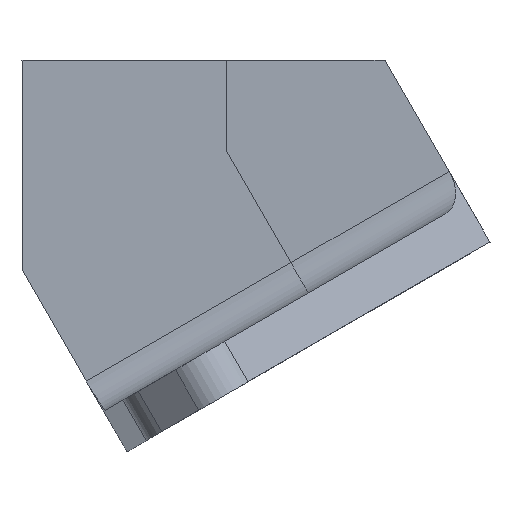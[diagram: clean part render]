
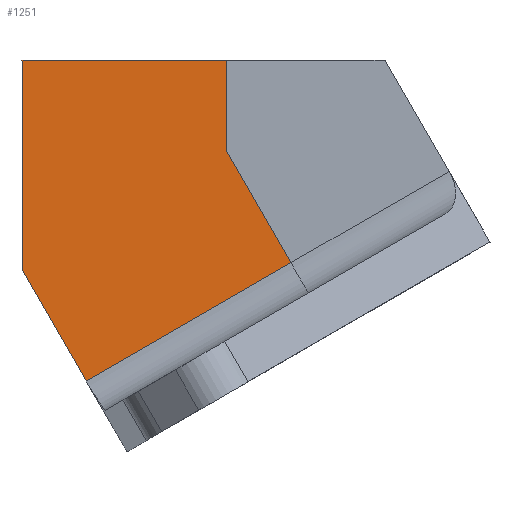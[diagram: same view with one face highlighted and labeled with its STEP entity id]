
A CAD part, front view. The second image highlights one B-rep face of the part: STEP entity #1251.
In plain terms, the highlighted planar face has unit normal (0, -1, 0).
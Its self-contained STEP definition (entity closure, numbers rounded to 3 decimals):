
#105=FACE_OUTER_BOUND('',#175,.T.);
#175=EDGE_LOOP('',(#992,#993,#994,#995,#996,#997));
#284=LINE('',#1964,#432);
#285=LINE('',#1967,#433);
#286=LINE('',#1969,#434);
#287=LINE('',#1971,#435);
#288=LINE('',#1973,#436);
#289=LINE('',#1974,#437);
#432=VECTOR('',#1600,10.);
#433=VECTOR('',#1603,10.);
#434=VECTOR('',#1604,10.);
#435=VECTOR('',#1605,10.);
#436=VECTOR('',#1606,10.);
#437=VECTOR('',#1607,10.);
#581=VERTEX_POINT('',#1954);
#583=VERTEX_POINT('',#1960);
#585=VERTEX_POINT('',#1966);
#586=VERTEX_POINT('',#1968);
#587=VERTEX_POINT('',#1970);
#588=VERTEX_POINT('',#1972);
#732=EDGE_CURVE('',#581,#583,#284,.T.);
#733=EDGE_CURVE('',#585,#581,#285,.T.);
#734=EDGE_CURVE('',#585,#586,#286,.T.);
#735=EDGE_CURVE('',#586,#587,#287,.T.);
#736=EDGE_CURVE('',#587,#588,#288,.T.);
#737=EDGE_CURVE('',#588,#583,#289,.T.);
#992=ORIENTED_EDGE('',*,*,#732,.F.);
#993=ORIENTED_EDGE('',*,*,#733,.F.);
#994=ORIENTED_EDGE('',*,*,#734,.T.);
#995=ORIENTED_EDGE('',*,*,#735,.T.);
#996=ORIENTED_EDGE('',*,*,#736,.T.);
#997=ORIENTED_EDGE('',*,*,#737,.T.);
#1192=PLANE('',#1361);
#1251=ADVANCED_FACE('',(#105),#1192,.T.);
#1361=AXIS2_PLACEMENT_3D('',#1965,#1601,#1602);
#1600=DIRECTION('',(-0.866,0.,-0.5));
#1601=DIRECTION('center_axis',(0.,-1.,0.));
#1602=DIRECTION('ref_axis',(0.,0.,-1.));
#1603=DIRECTION('',(0.5,0.,-0.866));
#1604=DIRECTION('',(0.,0.,1.));
#1605=DIRECTION('',(-1.,0.,0.));
#1606=DIRECTION('',(0.,0.,-1.));
#1607=DIRECTION('',(0.5,0.,-0.866));
#1954=CARTESIAN_POINT('',(27.245,-14.836,-48.624));
#1960=CARTESIAN_POINT('',(9.689,-14.835,-58.76));
#1964=CARTESIAN_POINT('',(24.435,-14.836,-50.247));
#1965=CARTESIAN_POINT('Origin',(12.967,-14.835,-32.266));
#1966=CARTESIAN_POINT('',(21.745,-14.836,-39.098));
#1967=CARTESIAN_POINT('',(21.745,-14.836,-39.098));
#1968=CARTESIAN_POINT('',(21.745,-14.836,-31.266));
#1969=CARTESIAN_POINT('',(21.745,-14.836,-37.098));
#1970=CARTESIAN_POINT('',(4.189,-14.835,-31.266));
#1971=CARTESIAN_POINT('',(4.189,-14.835,-31.266));
#1972=CARTESIAN_POINT('',(4.189,-14.835,-49.234));
#1973=CARTESIAN_POINT('',(4.189,-14.835,-33.266));
#1974=CARTESIAN_POINT('',(4.189,-14.835,-49.234));
